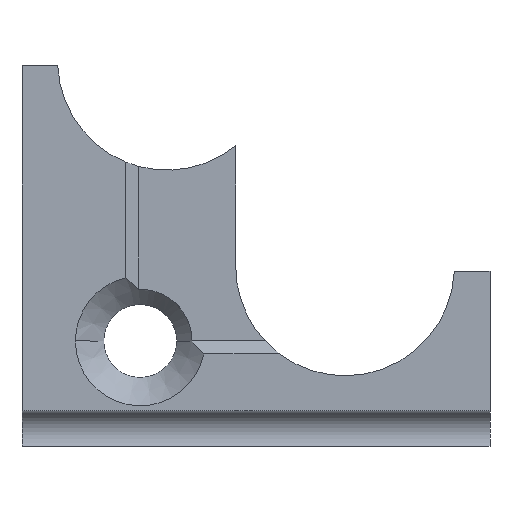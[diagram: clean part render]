
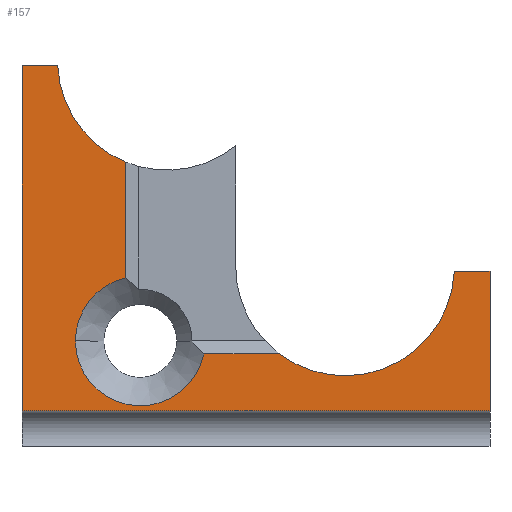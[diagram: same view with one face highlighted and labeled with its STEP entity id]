
A CAD part, top view. The second image highlights one B-rep face of the part: STEP entity #157.
In plain terms, the highlighted planar face has unit normal (0, 0, 1).
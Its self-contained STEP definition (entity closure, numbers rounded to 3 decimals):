
#74=AXIS2_PLACEMENT_3D('Plane Axis2P3D',#71,#72,#73) ;
#92=AXIS2_PLACEMENT_3D('Circle Axis2P3D',#90,#91,$) ;
#106=AXIS2_PLACEMENT_3D('Circle Axis2P3D',#104,#105,$) ;
#113=AXIS2_PLACEMENT_3D('Circle Axis2P3D',#111,#112,$) ;
#127=AXIS2_PLACEMENT_3D('Circle Axis2P3D',#125,#126,$) ;
#36=CARTESIAN_POINT('Line Origine',(14.45,2.2,4.5)) ;
#40=CARTESIAN_POINT('Vertex',(28.9,2.2,4.5)) ;
#42=CARTESIAN_POINT('Vertex',(0.,2.2,4.5)) ;
#71=CARTESIAN_POINT('Axis2P3D Location',(8.951,3.984,4.5)) ;
#76=CARTESIAN_POINT('Line Origine',(28.9,6.5,4.5)) ;
#80=CARTESIAN_POINT('Vertex',(28.9,10.8,4.5)) ;
#83=CARTESIAN_POINT('Line Origine',(27.797,10.8,4.5)) ;
#87=CARTESIAN_POINT('Vertex',(26.693,10.8,4.5)) ;
#90=CARTESIAN_POINT('Axis2P3D Location',(19.95,11.1,4.5)) ;
#94=CARTESIAN_POINT('Vertex',(15.9,5.7,4.5)) ;
#97=CARTESIAN_POINT('Line Origine',(13.56,5.7,4.5)) ;
#101=CARTESIAN_POINT('Vertex',(11.219,5.7,4.5)) ;
#104=CARTESIAN_POINT('Axis2P3D Location',(7.3,6.5,4.5)) ;
#108=CARTESIAN_POINT('Vertex',(3.3,6.5,4.5)) ;
#111=CARTESIAN_POINT('Axis2P3D Location',(7.3,6.5,4.5)) ;
#115=CARTESIAN_POINT('Vertex',(6.4,10.397,4.5)) ;
#118=CARTESIAN_POINT('Line Origine',(6.4,13.974,4.5)) ;
#122=CARTESIAN_POINT('Vertex',(6.4,17.55,4.5)) ;
#125=CARTESIAN_POINT('Axis2P3D Location',(8.95,23.8,4.5)) ;
#129=CARTESIAN_POINT('Vertex',(2.207,23.5,4.5)) ;
#132=CARTESIAN_POINT('Line Origine',(1.103,23.5,4.5)) ;
#136=CARTESIAN_POINT('Vertex',(0.,23.5,4.5)) ;
#139=CARTESIAN_POINT('Line Origine',(0.,12.85,4.5)) ;
#37=DIRECTION('Vector Direction',(-1.,0.,0.)) ;
#72=DIRECTION('Axis2P3D Direction',(0.,0.,-1.)) ;
#73=DIRECTION('Axis2P3D XDirection',(-1.,0.,0.)) ;
#77=DIRECTION('Vector Direction',(0.,-1.,0.)) ;
#84=DIRECTION('Vector Direction',(-1.,0.,0.)) ;
#91=DIRECTION('Axis2P3D Direction',(0.,0.,-1.)) ;
#98=DIRECTION('Vector Direction',(-1.,0.,0.)) ;
#105=DIRECTION('Axis2P3D Direction',(0.,0.,-1.)) ;
#112=DIRECTION('Axis2P3D Direction',(0.,0.,-1.)) ;
#119=DIRECTION('Vector Direction',(0.,1.,0.)) ;
#126=DIRECTION('Axis2P3D Direction',(0.,0.,-1.)) ;
#133=DIRECTION('Vector Direction',(-1.,0.,0.)) ;
#140=DIRECTION('Vector Direction',(0.,-1.,0.)) ;
#38=VECTOR('Line Direction',#37,1.) ;
#78=VECTOR('Line Direction',#77,1.) ;
#85=VECTOR('Line Direction',#84,1.) ;
#99=VECTOR('Line Direction',#98,1.) ;
#120=VECTOR('Line Direction',#119,1.) ;
#134=VECTOR('Line Direction',#133,1.) ;
#141=VECTOR('Line Direction',#140,1.) ;
#145=ORIENTED_EDGE('',*,*,#82,.F.) ;
#146=ORIENTED_EDGE('',*,*,#89,.T.) ;
#147=ORIENTED_EDGE('',*,*,#96,.T.) ;
#148=ORIENTED_EDGE('',*,*,#103,.T.) ;
#149=ORIENTED_EDGE('',*,*,#110,.T.) ;
#150=ORIENTED_EDGE('',*,*,#117,.T.) ;
#151=ORIENTED_EDGE('',*,*,#124,.T.) ;
#152=ORIENTED_EDGE('',*,*,#131,.T.) ;
#153=ORIENTED_EDGE('',*,*,#138,.T.) ;
#154=ORIENTED_EDGE('',*,*,#143,.T.) ;
#155=ORIENTED_EDGE('',*,*,#44,.F.) ;
#157=ADVANCED_FACE('Hauptk\X2\00F6\X0\rper',(#156),#75,.F.) ;
#93=CIRCLE('generated circle',#92,6.75) ;
#107=CIRCLE('generated circle',#106,4.) ;
#114=CIRCLE('generated circle',#113,4.) ;
#128=CIRCLE('generated circle',#127,6.75) ;
#44=EDGE_CURVE('',#41,#43,#39,.T.) ;
#82=EDGE_CURVE('',#81,#41,#79,.T.) ;
#89=EDGE_CURVE('',#81,#88,#86,.T.) ;
#96=EDGE_CURVE('',#88,#95,#93,.T.) ;
#103=EDGE_CURVE('',#95,#102,#100,.T.) ;
#110=EDGE_CURVE('',#102,#109,#107,.T.) ;
#117=EDGE_CURVE('',#109,#116,#114,.T.) ;
#124=EDGE_CURVE('',#116,#123,#121,.T.) ;
#131=EDGE_CURVE('',#123,#130,#128,.T.) ;
#138=EDGE_CURVE('',#130,#137,#135,.T.) ;
#143=EDGE_CURVE('',#137,#43,#142,.T.) ;
#144=EDGE_LOOP('',(#145,#146,#147,#148,#149,#150,#151,#152,#153,#154,#155)) ;
#156=FACE_OUTER_BOUND('',#144,.T.) ;
#39=LINE('Line',#36,#38) ;
#79=LINE('Line',#76,#78) ;
#86=LINE('Line',#83,#85) ;
#100=LINE('Line',#97,#99) ;
#121=LINE('Line',#118,#120) ;
#135=LINE('Line',#132,#134) ;
#142=LINE('Line',#139,#141) ;
#75=PLANE('',#74) ;
#41=VERTEX_POINT('',#40) ;
#43=VERTEX_POINT('',#42) ;
#81=VERTEX_POINT('',#80) ;
#88=VERTEX_POINT('',#87) ;
#95=VERTEX_POINT('',#94) ;
#102=VERTEX_POINT('',#101) ;
#109=VERTEX_POINT('',#108) ;
#116=VERTEX_POINT('',#115) ;
#123=VERTEX_POINT('',#122) ;
#130=VERTEX_POINT('',#129) ;
#137=VERTEX_POINT('',#136) ;
